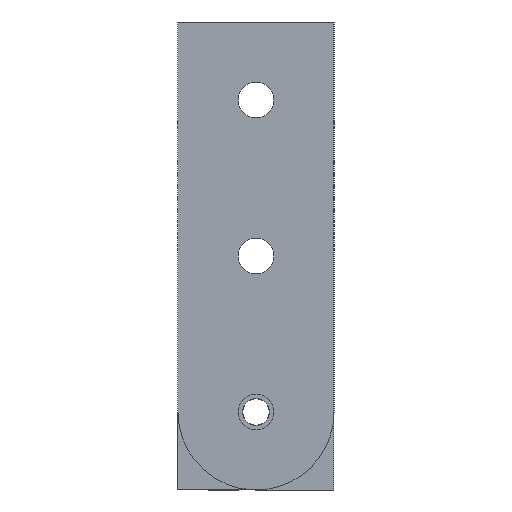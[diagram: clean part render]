
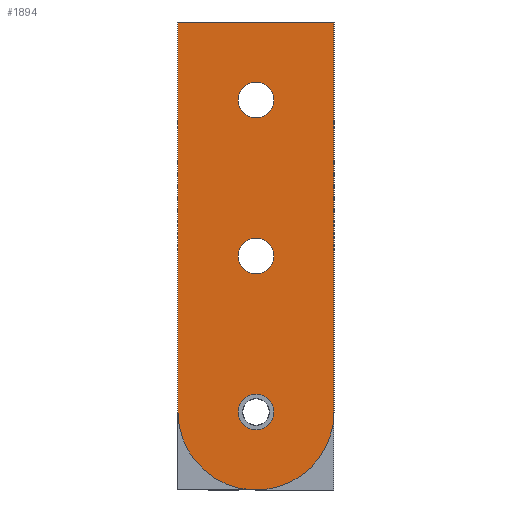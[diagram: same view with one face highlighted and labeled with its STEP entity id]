
A CAD part, left-side view. The second image highlights one B-rep face of the part: STEP entity #1894.
In plain terms, the highlighted planar face has unit normal (-1, 0, 0).
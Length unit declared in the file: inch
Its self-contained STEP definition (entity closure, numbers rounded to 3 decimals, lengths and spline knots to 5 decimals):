
#1495=CARTESIAN_POINT('',(-1.,-0.53033,0.21967));
#1496=VERTEX_POINT('',#1495);
#1512=CARTESIAN_POINT('',(-1.0,-0.75,0.75));
#1513=VERTEX_POINT('',#1512);
#1520=CARTESIAN_POINT('',(-1.0,0.,0.75));
#1521=DIRECTION('',(1.,0.,0.));
#1522=DIRECTION('',(0.,0.707,-0.707));
#1523=AXIS2_PLACEMENT_3D('',#1520,#1521,#1522);
#1524=CIRCLE('',#1523,0.75);
#1525=EDGE_CURVE('',#1513,#1496,#1524,.T.);
#1535=CARTESIAN_POINT('',(-1.0,-0.171,0.75));
#1536=VERTEX_POINT('',#1535);
#1545=CARTESIAN_POINT('',(-1.0,0.171,0.75));
#1546=VERTEX_POINT('',#1545);
#1547=CARTESIAN_POINT('',(-1.0,0.,0.75));
#1548=DIRECTION('',(1.0,0.0,0.0));
#1549=DIRECTION('',(0.0,-1.0,0.0));
#1550=AXIS2_PLACEMENT_3D('',#1547,#1548,#1549);
#1551=CIRCLE('',#1550,0.171);
#1552=EDGE_CURVE('',#1546,#1536,#1551,.T.);
#1577=CARTESIAN_POINT('',(-1.0,-0.171,2.25));
#1578=VERTEX_POINT('',#1577);
#1587=CARTESIAN_POINT('',(-1.0,0.171,2.25));
#1588=VERTEX_POINT('',#1587);
#1589=CARTESIAN_POINT('',(-1.0,0.,2.25));
#1590=DIRECTION('',(1.0,0.0,0.0));
#1591=DIRECTION('',(0.0,-1.0,0.0));
#1592=AXIS2_PLACEMENT_3D('',#1589,#1590,#1591);
#1593=CIRCLE('',#1592,0.171);
#1594=EDGE_CURVE('',#1588,#1578,#1593,.T.);
#1619=CARTESIAN_POINT('',(-1.0,-0.171,3.75));
#1620=VERTEX_POINT('',#1619);
#1629=CARTESIAN_POINT('',(-1.0,0.171,3.75));
#1630=VERTEX_POINT('',#1629);
#1631=CARTESIAN_POINT('',(-1.0,0.0,3.75));
#1632=DIRECTION('',(1.0,0.0,0.0));
#1633=DIRECTION('',(0.0,-1.0,0.0));
#1634=AXIS2_PLACEMENT_3D('',#1631,#1632,#1633);
#1635=CIRCLE('',#1634,0.171);
#1636=EDGE_CURVE('',#1630,#1620,#1635,.T.);
#1670=CARTESIAN_POINT('',(-1.0,0.0,3.75));
#1671=DIRECTION('',(1.0,0.0,0.0));
#1672=DIRECTION('',(0.0,-1.0,0.0));
#1673=AXIS2_PLACEMENT_3D('',#1670,#1671,#1672);
#1674=CIRCLE('',#1673,0.171);
#1675=EDGE_CURVE('',#1620,#1630,#1674,.T.);
#1694=CARTESIAN_POINT('',(-1.0,0.,2.25));
#1695=DIRECTION('',(1.0,0.0,0.0));
#1696=DIRECTION('',(0.0,-1.0,0.0));
#1697=AXIS2_PLACEMENT_3D('',#1694,#1695,#1696);
#1698=CIRCLE('',#1697,0.171);
#1699=EDGE_CURVE('',#1578,#1588,#1698,.T.);
#1718=CARTESIAN_POINT('',(-1.0,0.,0.75));
#1719=DIRECTION('',(1.0,0.0,0.0));
#1720=DIRECTION('',(0.0,-1.0,0.0));
#1721=AXIS2_PLACEMENT_3D('',#1718,#1719,#1720);
#1722=CIRCLE('',#1721,0.171);
#1723=EDGE_CURVE('',#1536,#1546,#1722,.T.);
#1786=CARTESIAN_POINT('',(-1.0,0.75,0.75));
#1787=VERTEX_POINT('',#1786);
#1788=CARTESIAN_POINT('',(-1.0,0.,0.75));
#1789=DIRECTION('',(1.,0.,0.));
#1790=DIRECTION('',(0.,0.707,-0.707));
#1791=AXIS2_PLACEMENT_3D('',#1788,#1789,#1790);
#1792=CIRCLE('',#1791,0.75);
#1793=EDGE_CURVE('',#1496,#1787,#1792,.T.);
#1812=CARTESIAN_POINT('',(-1.0,-0.75,4.5));
#1813=VERTEX_POINT('',#1812);
#1820=CARTESIAN_POINT('',(-1.0,-0.75,4.5));
#1821=DIRECTION('',(0.0,0.0,-1.0));
#1822=VECTOR('',#1821,3.75);
#1823=LINE('',#1820,#1822);
#1824=EDGE_CURVE('',#1813,#1513,#1823,.T.);
#1835=CARTESIAN_POINT('',(-1.0,0.75,4.5));
#1836=VERTEX_POINT('',#1835);
#1837=CARTESIAN_POINT('',(-1.0,0.75,0.75));
#1838=DIRECTION('',(0.0,0.0,1.0));
#1839=VECTOR('',#1838,3.75);
#1840=LINE('',#1837,#1839);
#1841=EDGE_CURVE('',#1787,#1836,#1840,.T.);
#1858=CARTESIAN_POINT('',(-1.0,0.75,4.5));
#1859=DIRECTION('',(0.0,-1.0,0.0));
#1860=VECTOR('',#1859,1.5);
#1861=LINE('',#1858,#1860);
#1862=EDGE_CURVE('',#1836,#1813,#1861,.T.);
#1870=CARTESIAN_POINT('',(-1.0,-0.75,4.5));
#1871=DIRECTION('',(-1.0,0.0,0.0));
#1872=DIRECTION('',(0.0,1.0,0.0));
#1873=AXIS2_PLACEMENT_3D('',#1870,#1871,#1872);
#1874=PLANE('',#1873);
#1875=ORIENTED_EDGE('',*,*,#1525,.F.);
#1876=ORIENTED_EDGE('',*,*,#1824,.F.);
#1877=ORIENTED_EDGE('',*,*,#1862,.F.);
#1878=ORIENTED_EDGE('',*,*,#1841,.F.);
#1879=ORIENTED_EDGE('',*,*,#1793,.F.);
#1880=EDGE_LOOP('',(#1875,#1876,#1877,#1878,#1879));
#1881=FACE_OUTER_BOUND('',#1880,.T.);
#1882=ORIENTED_EDGE('',*,*,#1675,.T.);
#1883=ORIENTED_EDGE('',*,*,#1636,.T.);
#1884=EDGE_LOOP('',(#1882,#1883));
#1885=FACE_BOUND('',#1884,.T.);
#1886=ORIENTED_EDGE('',*,*,#1699,.T.);
#1887=ORIENTED_EDGE('',*,*,#1594,.T.);
#1888=EDGE_LOOP('',(#1886,#1887));
#1889=FACE_BOUND('',#1888,.T.);
#1890=ORIENTED_EDGE('',*,*,#1723,.T.);
#1891=ORIENTED_EDGE('',*,*,#1552,.T.);
#1892=EDGE_LOOP('',(#1890,#1891));
#1893=FACE_BOUND('',#1892,.T.);
#1894=ADVANCED_FACE('',(#1881,#1885,#1889,#1893),#1874,.T.);
